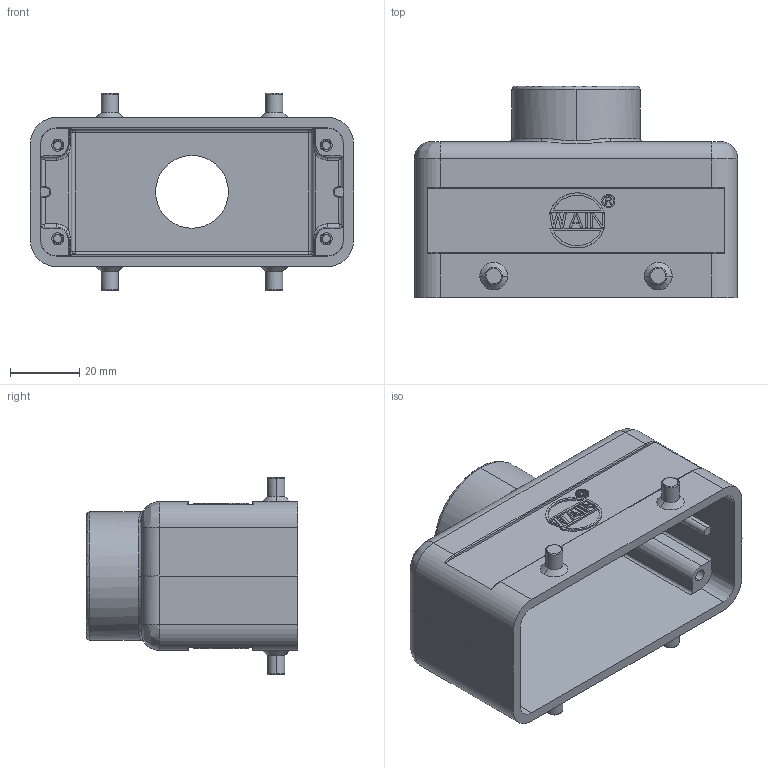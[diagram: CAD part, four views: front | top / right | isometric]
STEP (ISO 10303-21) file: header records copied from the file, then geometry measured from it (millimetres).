
FILE_DESCRIPTION((''),'2;1');
FILE_NAME('3D_H16B-TE-4B-M20_V1_0','2019-09-25T',('sh.ye'),(''),'PRO/ENGINEER BY PARAMETRIC TECHNOLOGY CORPORATION, 2015240','PRO/ENGINEER BY PARAMETRIC TECHNOLOGY CORPORATION, 2015240','');
FILE_SCHEMA(('AUTOMOTIVE_DESIGN { 1 0 10303 214 1 1 1 1 }'));
Length unit declared in the file: millimetre
Products named in the file (1): 3D_H16B-TE-4B-M20_V1_0
Bounding box: 93.5 x 61 x 57 mm (x, y, z)
Volume: 60271.8 mm3; surface area: 32672.8 mm2
Topology: 1 solids, 1 shells, 388 faces, 974 edges, 622 vertices
Faces by surface type: plane 220, cylinder 58, cone 44, bspline 26, torus 26, extrusion 8, sphere 6
Entity records: 13049 total; most frequent: CARTESIAN_POINT 3786, ORIENTED_EDGE 1936, DIRECTION 1848, EDGE_CURVE 968, VECTOR 636, LINE 628, VERTEX_POINT 622, AXIS2_PLACEMENT_3D 606
